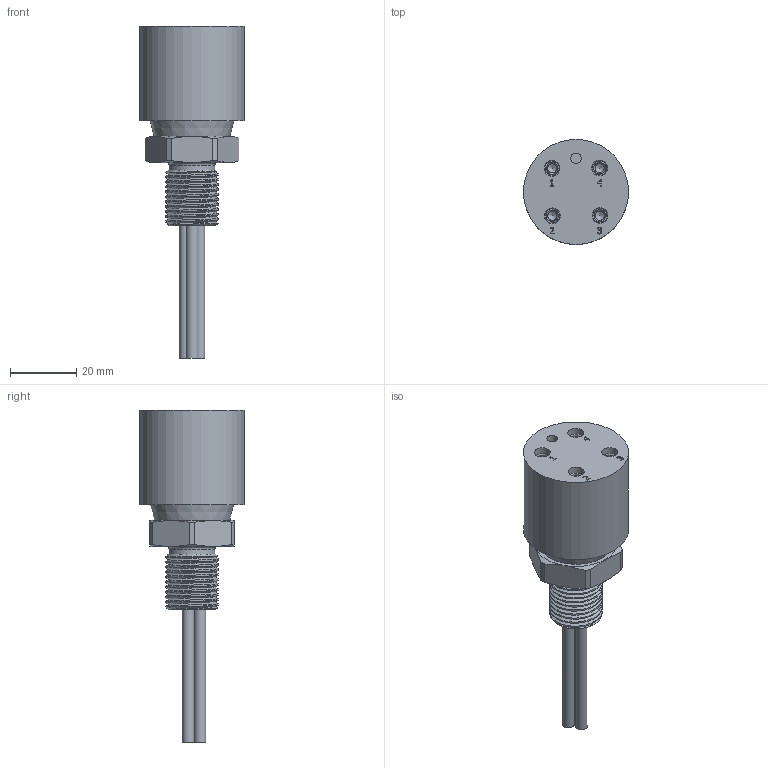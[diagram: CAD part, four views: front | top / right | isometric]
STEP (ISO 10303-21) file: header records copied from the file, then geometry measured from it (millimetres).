
FILE_DESCRIPTION(/* description */ (''),/* implementation_level */ '2;1');
FILE_NAME(/* name */ 'BHB4F.stp',/* time_stamp */ '2014-11-24T12:46:19+01:00',/* author */ ('sh'),/* organization */ (''),/* preprocessor_version */ 'ST-DEVELOPER v15.2',/* originating_system */ 'Autodesk Inventor 2014',/* authorisation */ '');
FILE_SCHEMA (('AUTOMOTIVE_DESIGN { 1 0 10303 214 3 1 1 }'));
Length unit declared in the file: millimetre
Products named in the file (1): BHB4F
Bounding box: 31.75 x 31.75 x 100.33 mm (x, y, z)
Volume: 34766.4 mm3; surface area: 14535.4 mm2
Topology: 11 solids, 11 shells, 303 faces, 798 edges, 525 vertices
Faces by surface type: plane 151, cylinder 50, torus 44, bspline 33, cone 25
Full cylindrical faces by diameter (mm): 2.057 x4, 2.794 x4, 3.175 x1, 3.556 x3, 3.569 x4, 4.775 x24, 9.906 x2, 12.802 x2, 13.843 x1, 15.875 x1, 17.526 x1, 21.996 x1, 31.75 x1
Entity records: 11461 total; most frequent: CARTESIAN_POINT 4378, ORIENTED_EDGE 1338, DIRECTION 1300, EDGE_CURVE 669, AXIS2_PLACEMENT_3D 505, VERTEX_POINT 487, EDGE_LOOP 418, STYLED_ITEM 303
